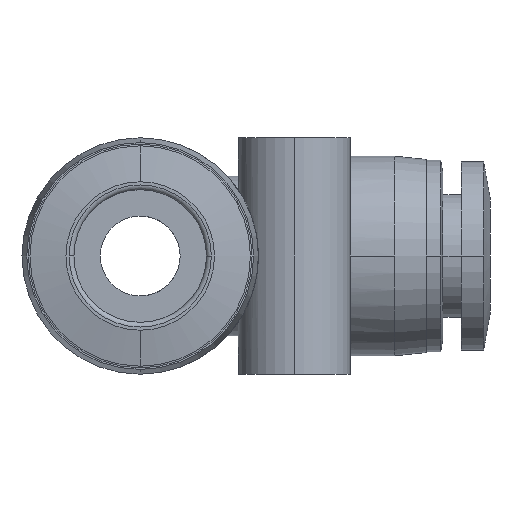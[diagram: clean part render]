
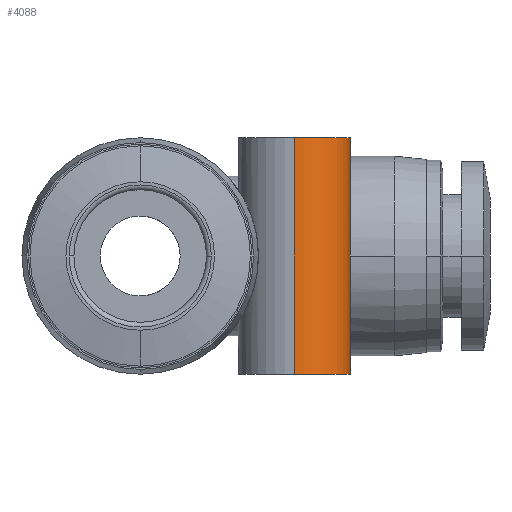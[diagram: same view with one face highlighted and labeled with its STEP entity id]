
A CAD part, left-side view. The second image highlights one B-rep face of the part: STEP entity #4088.
In plain terms, the highlighted cylindrical face has radius 3.5 mm (diameter 7 mm), a partial arc.
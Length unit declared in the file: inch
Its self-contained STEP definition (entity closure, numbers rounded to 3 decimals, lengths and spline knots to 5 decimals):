
#14 = CARTESIAN_POINT ( 'NONE',  ( -0.19685, -0.38871, -0.14764 ) ) ;
#33 = CARTESIAN_POINT ( 'NONE',  ( -0.19685, -0.37992, -0.14764 ) ) ;
#230 = CARTESIAN_POINT ( 'NONE',  ( -0.23124, -0.47107, 0.08453 ) ) ;
#258 = B_SPLINE_CURVE_WITH_KNOTS ( 'NONE', 3,
 ( #33, #14, #3804, #3520, #3882, #3483, #3414, #3082, #2308, #1934, #1277, #1241, #1223, #1174, #4284, #893, #879, #4464 ),
 .UNSPECIFIED., .F., .F.,
 ( 4, 2, 2, 2, 2, 2, 2, 2, 4 ),
 ( 0.00201, 0.00268, 0.00335, 0.00402, 0.00469, 0.00536, 0.00603, 0.0067, 0.00737 ),
 .UNSPECIFIED. ) ;
#287 = CARTESIAN_POINT ( 'NONE',  ( -0.19685, -0.37992, 0. ) ) ;
#608 = CARTESIAN_POINT ( 'NONE',  ( -0.19685, -0.37992, -0.29134 ) ) ;
#630 = CARTESIAN_POINT ( 'NONE',  ( -0.22196, -0.4594, 0.1065 ) ) ;
#680 = ORIENTED_EDGE ( 'NONE', *, *, #3843, .T. ) ;
#736 = DIRECTION ( 'NONE',  ( 0., 0., 1. ) ) ;
#765 = LINE ( 'NONE', #3702, #2645 ) ;
#794 = ORIENTED_EDGE ( 'NONE', *, *, #4000, .F. ) ;
#879 = CARTESIAN_POINT ( 'NONE',  ( -0.24606, -0.48547, -0.00883 ) ) ;
#893 = CARTESIAN_POINT ( 'NONE',  ( -0.24558, -0.48507, -0.01765 ) ) ;
#901 = LINE ( 'NONE', #1493, #4811 ) ;
#914 = CIRCLE ( 'NONE', #1477, 0.1378 ) ;
#1011 = EDGE_CURVE ( 'NONE', #2015, #4058, #258, .T. ) ;
#1016 = CARTESIAN_POINT ( 'NONE',  ( -0.21211, -0.44328, 0.12491 ) ) ;
#1032 = EDGE_LOOP ( 'NONE', ( #794, #4350, #3967, #1194, #680, #4654, #1632 ) ) ;
#1085 = CARTESIAN_POINT ( 'NONE',  ( -0.47244, -0.37992, -0.29134 ) ) ;
#1174 = CARTESIAN_POINT ( 'NONE',  ( -0.24234, -0.48226, -0.04353 ) ) ;
#1194 = ORIENTED_EDGE ( 'NONE', *, *, #1011, .T. ) ;
#1223 = CARTESIAN_POINT ( 'NONE',  ( -0.23869, -0.47885, -0.06038 ) ) ;
#1241 = CARTESIAN_POINT ( 'NONE',  ( -0.23642, -0.47663, -0.06872 ) ) ;
#1245 = VERTEX_POINT ( 'NONE', #1825 ) ;
#1277 = CARTESIAN_POINT ( 'NONE',  ( -0.23123, -0.47107, -0.08455 ) ) ;
#1392 = CARTESIAN_POINT ( 'NONE',  ( -0.19685, -0.37992, -0.14764 ) ) ;
#1398 = CARTESIAN_POINT ( 'NONE',  ( -0.20333, -0.42237, 0.13868 ) ) ;
#1477 = AXIS2_PLACEMENT_3D ( 'NONE', #3811, #1576, #4180 ) ;
#1493 = CARTESIAN_POINT ( 'NONE',  ( -0.19685, -0.37992, 0. ) ) ;
#1533 = DIRECTION ( 'NONE',  ( 1., 0., 0. ) ) ;
#1576 = DIRECTION ( 'NONE',  ( 0., 0., -1. ) ) ;
#1632 = ORIENTED_EDGE ( 'NONE', *, *, #2426, .T. ) ;
#1721 = CARTESIAN_POINT ( 'NONE',  ( -0.33465, -0.37992, -0.29134 ) ) ;
#1771 = CARTESIAN_POINT ( 'NONE',  ( -0.24606, -0.48547, 0. ) ) ;
#1786 = CARTESIAN_POINT ( 'NONE',  ( -0.19853, -0.4018, 0.14538 ) ) ;
#1825 = CARTESIAN_POINT ( 'NONE',  ( -0.19685, -0.37992, 0.29134 ) ) ;
#1827 = CARTESIAN_POINT ( 'NONE',  ( -0.19685, -0.37992, 0.14764 ) ) ;
#1861 = CARTESIAN_POINT ( 'NONE',  ( -0.24606, -0.48547, 0. ) ) ;
#1890 = CARTESIAN_POINT ( 'NONE',  ( -0.33465, -0.37992, 0. ) ) ;
#1934 = CARTESIAN_POINT ( 'NONE',  ( -0.22831, -0.46771, -0.0921 ) ) ;
#2015 = VERTEX_POINT ( 'NONE', #1392 ) ;
#2078 = DIRECTION ( 'NONE',  ( 1., 0., 0. ) ) ;
#2129 = CARTESIAN_POINT ( 'NONE',  ( -0.24418, -0.48398, 0.03501 ) ) ;
#2146 = CARTESIAN_POINT ( 'NONE',  ( -0.19707, -0.38883, 0.14735 ) ) ;
#2154 = VERTEX_POINT ( 'NONE', #3680 ) ;
#2236 = DIRECTION ( 'NONE',  ( 0., 0., 1. ) ) ;
#2308 = CARTESIAN_POINT ( 'NONE',  ( -0.22201, -0.45947, -0.10639 ) ) ;
#2426 = EDGE_CURVE ( 'NONE', #1245, #2154, #914, .T. ) ;
#2509 = CARTESIAN_POINT ( 'NONE',  ( -0.23642, -0.47663, 0.06873 ) ) ;
#2522 = CARTESIAN_POINT ( 'NONE',  ( -0.19685, -0.37992, 0.14764 ) ) ;
#2645 = VECTOR ( 'NONE', #4076, 39.37008 ) ;
#2665 = VERTEX_POINT ( 'NONE', #608 ) ;
#2887 = CARTESIAN_POINT ( 'NONE',  ( -0.22831, -0.46771, 0.09211 ) ) ;
#2907 = EDGE_CURVE ( 'NONE', #4433, #1245, #901, .T. ) ;
#2935 = DIRECTION ( 'NONE',  ( 0., 0., 1. ) ) ;
#2936 = FACE_OUTER_BOUND ( 'NONE', #1032, .T. ) ;
#3044 = AXIS2_PLACEMENT_3D ( 'NONE', #1890, #736, #1533 ) ;
#3082 = CARTESIAN_POINT ( 'NONE',  ( -0.21865, -0.45459, -0.11307 ) ) ;
#3100 = EDGE_CURVE ( 'NONE', #4469, #2665, #3421, .T. ) ;
#3249 = AXIS2_PLACEMENT_3D ( 'NONE', #1721, #4344, #2078 ) ;
#3252 = CARTESIAN_POINT ( 'NONE',  ( -0.21865, -0.45458, 0.11308 ) ) ;
#3278 = B_SPLINE_CURVE_WITH_KNOTS ( 'NONE', 3,
 ( #1771, #4002, #2129, #4788, #2509, #230, #2887, #630, #3252, #1016, #3639, #1398, #4022, #1786, #4409, #2146, #4807, #2522 ),
 .UNSPECIFIED., .F., .F.,
 ( 4, 2, 2, 2, 2, 2, 2, 2, 4 ),
 ( 0.00737, 0.00871, 0.00939, 0.01006, 0.01073, 0.0114, 0.01207, 0.0124, 0.01274 ),
 .UNSPECIFIED. ) ;
#3414 = CARTESIAN_POINT ( 'NONE',  ( -0.21211, -0.44328, -0.12491 ) ) ;
#3421 = CIRCLE ( 'NONE', #3249, 0.1378 ) ;
#3462 = CYLINDRICAL_SURFACE ( 'NONE', #3044, 0.1378 ) ;
#3483 = CARTESIAN_POINT ( 'NONE',  ( -0.20888, -0.43675, -0.13016 ) ) ;
#3520 = CARTESIAN_POINT ( 'NONE',  ( -0.20095, -0.41434, -0.14204 ) ) ;
#3639 = CARTESIAN_POINT ( 'NONE',  ( -0.20887, -0.43674, 0.13017 ) ) ;
#3680 = CARTESIAN_POINT ( 'NONE',  ( -0.47244, -0.37992, 0.29134 ) ) ;
#3702 = CARTESIAN_POINT ( 'NONE',  ( -0.47244, -0.37992, 0. ) ) ;
#3804 = CARTESIAN_POINT ( 'NONE',  ( -0.19773, -0.39762, -0.14649 ) ) ;
#3811 = CARTESIAN_POINT ( 'NONE',  ( -0.33465, -0.37992, 0.29134 ) ) ;
#3843 = EDGE_CURVE ( 'NONE', #4058, #4433, #3278, .T. ) ;
#3877 = LINE ( 'NONE', #287, #4678 ) ;
#3882 = CARTESIAN_POINT ( 'NONE',  ( -0.20332, -0.42237, -0.13868 ) ) ;
#3967 = ORIENTED_EDGE ( 'NONE', *, *, #3979, .T. ) ;
#3979 = EDGE_CURVE ( 'NONE', #2665, #2015, #3877, .T. ) ;
#4000 = EDGE_CURVE ( 'NONE', #4469, #2154, #765, .T. ) ;
#4002 = CARTESIAN_POINT ( 'NONE',  ( -0.24606, -0.48547, 0.01768 ) ) ;
#4022 = CARTESIAN_POINT ( 'NONE',  ( -0.20094, -0.41433, 0.14204 ) ) ;
#4058 = VERTEX_POINT ( 'NONE', #1861 ) ;
#4076 = DIRECTION ( 'NONE',  ( 0., 0., 1. ) ) ;
#4088 = ADVANCED_FACE ( 'NONE', ( #2936 ), #3462, .T. ) ;
#4180 = DIRECTION ( 'NONE',  ( 1., 0., 0. ) ) ;
#4284 = CARTESIAN_POINT ( 'NONE',  ( -0.24372, -0.48347, -0.03498 ) ) ;
#4344 = DIRECTION ( 'NONE',  ( 0., 0., 1. ) ) ;
#4350 = ORIENTED_EDGE ( 'NONE', *, *, #3100, .T. ) ;
#4409 = CARTESIAN_POINT ( 'NONE',  ( -0.19791, -0.39753, 0.14622 ) ) ;
#4433 = VERTEX_POINT ( 'NONE', #1827 ) ;
#4464 = CARTESIAN_POINT ( 'NONE',  ( -0.24606, -0.48547, 0. ) ) ;
#4469 = VERTEX_POINT ( 'NONE', #1085 ) ;
#4654 = ORIENTED_EDGE ( 'NONE', *, *, #2907, .T. ) ;
#4678 = VECTOR ( 'NONE', #2935, 39.37008 ) ;
#4788 = CARTESIAN_POINT ( 'NONE',  ( -0.23868, -0.47884, 0.06044 ) ) ;
#4807 = CARTESIAN_POINT ( 'NONE',  ( -0.19685, -0.38434, 0.14764 ) ) ;
#4811 = VECTOR ( 'NONE', #2236, 39.37008 ) ;
